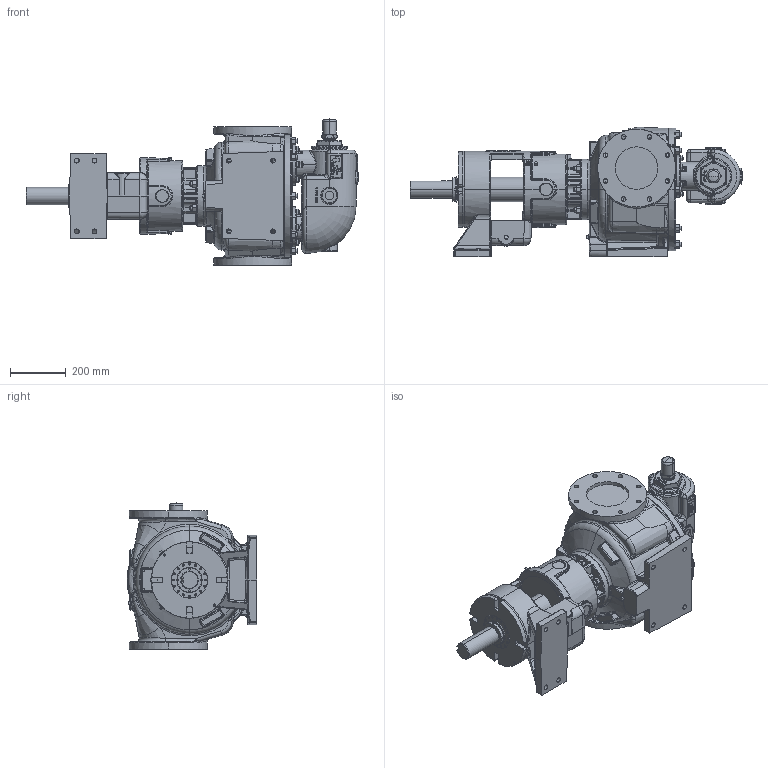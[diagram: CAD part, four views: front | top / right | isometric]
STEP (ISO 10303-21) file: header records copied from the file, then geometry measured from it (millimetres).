
FILE_DESCRIPTION (( 'STEP AP214' ), '1' );
FILE_NAME ('NV-702.STEP', '2021-05-18T20:01:24', ( '' ), ( '' ), 'SwSTEP 2.0', 'SolidWorks 2020', '' );
FILE_SCHEMA (( 'AUTOMOTIVE_DESIGN' ));
Length unit declared in the file: inch
Products named in the file (1): NV-702
Bounding box: 1190.73 x 464.52 x 524.05 mm (x, y, z)
Volume: 81065251.9 mm3; surface area: 2210230.3 mm2
Topology: 1 solids, 1 shells, 3970 faces, 9803 edges, 5883 vertices
Faces by surface type: bspline 1185, plane 1033, cylinder 728, cone 711, torus 185, sphere 128
Entity records: 249229 total; most frequent: CARTESIAN_POINT 138365, ORIENTED_EDGE 19252, DIRECTION 13656, EDGE_CURVE 9626, VERTEX_POINT 5876, AXIS2_PLACEMENT_3D 5457, EDGE_LOOP 4244, ADVANCED_FACE 3970
